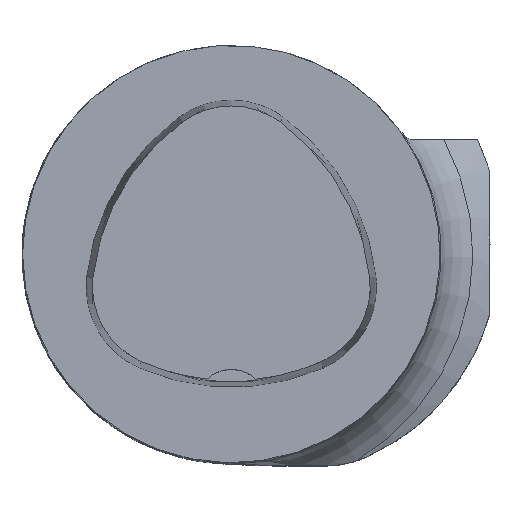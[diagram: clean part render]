
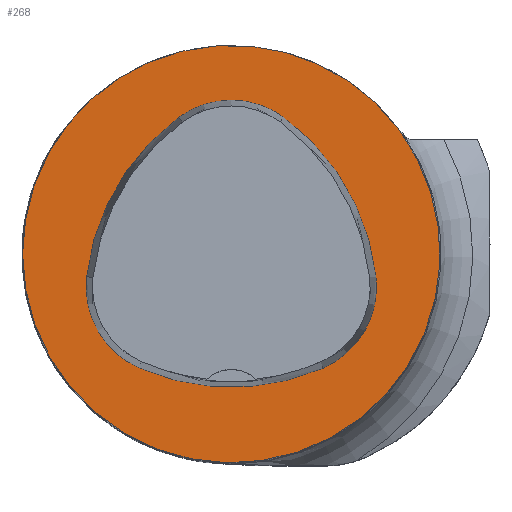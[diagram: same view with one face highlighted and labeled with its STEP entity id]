
A CAD part, top view. The second image highlights one B-rep face of the part: STEP entity #268.
In plain terms, the highlighted planar face has unit normal (0, 0, 1).
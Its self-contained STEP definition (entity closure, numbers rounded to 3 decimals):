
#127=PLANE('',#1584);
#268=ADVANCED_FACE('',(#510,#511),#127,.T.);
#510=FACE_BOUND('',#576,.T.);
#511=FACE_BOUND('',#577,.T.);
#576=EDGE_LOOP('',(#946,#947,#948,#949,#950,#951));
#577=EDGE_LOOP('',(#952));
#946=ORIENTED_EDGE('',*,*,#1323,.T.);
#947=ORIENTED_EDGE('',*,*,#1303,.T.);
#948=ORIENTED_EDGE('',*,*,#1307,.T.);
#949=ORIENTED_EDGE('',*,*,#1310,.T.);
#950=ORIENTED_EDGE('',*,*,#1313,.T.);
#951=ORIENTED_EDGE('',*,*,#1321,.T.);
#952=ORIENTED_EDGE('',*,*,#1182,.F.);
#1055=VERTEX_POINT('',#2071);
#1136=VERTEX_POINT('',#2468);
#1137=VERTEX_POINT('',#2469);
#1140=VERTEX_POINT('',#2477);
#1142=VERTEX_POINT('',#2483);
#1144=VERTEX_POINT('',#2489);
#1151=VERTEX_POINT('',#2510);
#1182=EDGE_CURVE('',#1055,#1055,#1362,.T.);
#1303=EDGE_CURVE('',#1136,#1137,#1382,.T.);
#1307=EDGE_CURVE('',#1137,#1140,#1384,.T.);
#1310=EDGE_CURVE('',#1140,#1142,#1386,.T.);
#1313=EDGE_CURVE('',#1142,#1144,#1388,.T.);
#1321=EDGE_CURVE('',#1144,#1151,#1392,.T.);
#1323=EDGE_CURVE('',#1151,#1136,#1394,.T.);
#1362=CIRCLE('',#1479,40.);
#1382=CIRCLE('',#1562,44.);
#1384=CIRCLE('',#1565,17.);
#1386=CIRCLE('',#1568,44.);
#1388=CIRCLE('',#1571,17.);
#1392=CIRCLE('',#1576,44.);
#1394=CIRCLE('',#1579,17.);
#1479=AXIS2_PLACEMENT_3D('',#2070,#1651,#1652);
#1562=AXIS2_PLACEMENT_3D('',#2467,#1873,#1874);
#1565=AXIS2_PLACEMENT_3D('',#2476,#1881,#1882);
#1568=AXIS2_PLACEMENT_3D('',#2482,#1888,#1889);
#1571=AXIS2_PLACEMENT_3D('',#2488,#1895,#1896);
#1576=AXIS2_PLACEMENT_3D('',#2511,#1907,#1908);
#1579=AXIS2_PLACEMENT_3D('',#2514,#1913,#1914);
#1584=AXIS2_PLACEMENT_3D('',#2519,#1923,#1924);
#1651=DIRECTION('',(0.,0.,-1.));
#1652=DIRECTION('',(-1.,0.,0.));
#1873=DIRECTION('',(0.,0.,-1.));
#1874=DIRECTION('',(-1.,0.,0.));
#1881=DIRECTION('',(0.,0.,-1.));
#1882=DIRECTION('',(-1.,0.,0.));
#1888=DIRECTION('',(0.,0.,-1.));
#1889=DIRECTION('',(-1.,0.,0.));
#1895=DIRECTION('',(0.,0.,-1.));
#1896=DIRECTION('',(-1.,0.,0.));
#1907=DIRECTION('',(0.,0.,-1.));
#1908=DIRECTION('',(-1.,0.,0.));
#1913=DIRECTION('',(0.,0.,-1.));
#1914=DIRECTION('',(-1.,0.,0.));
#1923=DIRECTION('',(0.,0.,1.));
#1924=DIRECTION('',(1.,0.,0.));
#2070=CARTESIAN_POINT('',(0.,0.,0.));
#2071=CARTESIAN_POINT('',(-40.,0.,0.));
#2467=CARTESIAN_POINT('',(16.01,-9.224,0.));
#2468=CARTESIAN_POINT('',(-27.722,-4.378,0.));
#2469=CARTESIAN_POINT('',(-10.119,26.178,0.));
#2476=CARTESIAN_POINT('',(-0.023,12.5,0.));
#2477=CARTESIAN_POINT('',(10.049,26.194,0.));
#2482=CARTESIAN_POINT('',(-16.021,-9.25,0.));
#2483=CARTESIAN_POINT('',(27.71,-4.394,0.));
#2488=CARTESIAN_POINT('',(10.814,-6.27,0.));
#2489=CARTESIAN_POINT('',(17.611,-21.852,0.));
#2510=CARTESIAN_POINT('',(-17.652,-21.819,0.));
#2511=CARTESIAN_POINT('',(0.017,18.477,0.));
#2514=CARTESIAN_POINT('',(-10.825,-6.25,0.));
#2519=CARTESIAN_POINT('',(0.,0.,0.));
